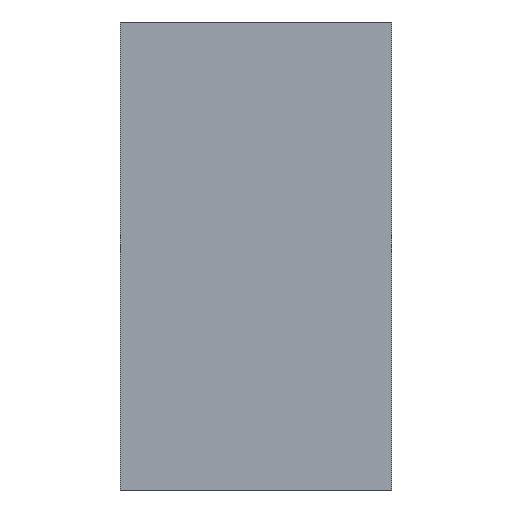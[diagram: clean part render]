
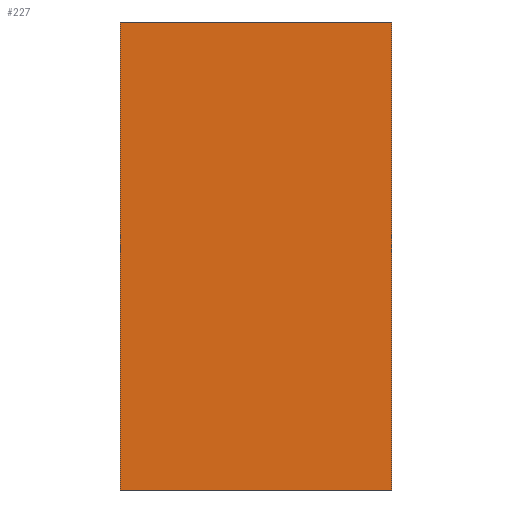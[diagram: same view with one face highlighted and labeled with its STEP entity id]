
A CAD part, left-side view. The second image highlights one B-rep face of the part: STEP entity #227.
In plain terms, the highlighted planar face has unit normal (-1, 0, 0).
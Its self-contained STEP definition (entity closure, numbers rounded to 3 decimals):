
#3 = EDGE_LOOP ( 'NONE', ( #401, #160, #189, #245 ) ) ;
#58 = AXIS2_PLACEMENT_3D ( 'NONE', #567, #210, #101 ) ;
#97 = LINE ( 'NONE', #528, #241 ) ;
#101 = DIRECTION ( 'NONE',  ( 0., 0., 1. ) ) ;
#130 = LINE ( 'NONE', #379, #213 ) ;
#160 = ORIENTED_EDGE ( 'NONE', *, *, #587, .F. ) ;
#161 = CARTESIAN_POINT ( 'NONE',  ( 0.75, -22.3, 0.75 ) ) ;
#189 = ORIENTED_EDGE ( 'NONE', *, *, #204, .T. ) ;
#199 = CARTESIAN_POINT ( 'NONE',  ( 0.75, -22.3, 0.75 ) ) ;
#204 = EDGE_CURVE ( 'NONE', #317, #546, #97, .T. ) ;
#210 = DIRECTION ( 'NONE',  ( -1., 0., 0. ) ) ;
#213 = VECTOR ( 'NONE', #531, 1000. ) ;
#225 = EDGE_CURVE ( 'NONE', #546, #649, #255, .T. ) ;
#227 = ADVANCED_FACE ( 'NONE', ( #263 ), #303, .T. ) ;
#241 = VECTOR ( 'NONE', #465, 1000. ) ;
#245 = ORIENTED_EDGE ( 'NONE', *, *, #225, .T. ) ;
#251 = CARTESIAN_POINT ( 'NONE',  ( 0.75, 0., 39.25 ) ) ;
#255 = LINE ( 'NONE', #515, #491 ) ;
#263 = FACE_OUTER_BOUND ( 'NONE', #3, .T. ) ;
#273 = CARTESIAN_POINT ( 'NONE',  ( 0.75, 0., 0.75 ) ) ;
#302 = EDGE_CURVE ( 'NONE', #673, #649, #130, .T. ) ;
#303 = PLANE ( 'NONE',  #58 ) ;
#305 = DIRECTION ( 'NONE',  ( 0., 1., 0. ) ) ;
#311 = DIRECTION ( 'NONE',  ( 0., 1., 0. ) ) ;
#317 = VERTEX_POINT ( 'NONE', #161 ) ;
#379 = CARTESIAN_POINT ( 'NONE',  ( 0.75, 0., 0. ) ) ;
#401 = ORIENTED_EDGE ( 'NONE', *, *, #302, .F. ) ;
#465 = DIRECTION ( 'NONE',  ( 0., 0., 1. ) ) ;
#491 = VECTOR ( 'NONE', #311, 1000. ) ;
#515 = CARTESIAN_POINT ( 'NONE',  ( 0.75, -22.3, 39.25 ) ) ;
#525 = CARTESIAN_POINT ( 'NONE',  ( 0.75, -22.3, 39.25 ) ) ;
#528 = CARTESIAN_POINT ( 'NONE',  ( 0.75, -22.3, 0. ) ) ;
#531 = DIRECTION ( 'NONE',  ( 0., 0., 1. ) ) ;
#546 = VERTEX_POINT ( 'NONE', #525 ) ;
#567 = CARTESIAN_POINT ( 'NONE',  ( 0.75, -22.3, 0. ) ) ;
#587 = EDGE_CURVE ( 'NONE', #317, #673, #616, .T. ) ;
#616 = LINE ( 'NONE', #199, #625 ) ;
#625 = VECTOR ( 'NONE', #305, 1000. ) ;
#649 = VERTEX_POINT ( 'NONE', #251 ) ;
#673 = VERTEX_POINT ( 'NONE', #273 ) ;
